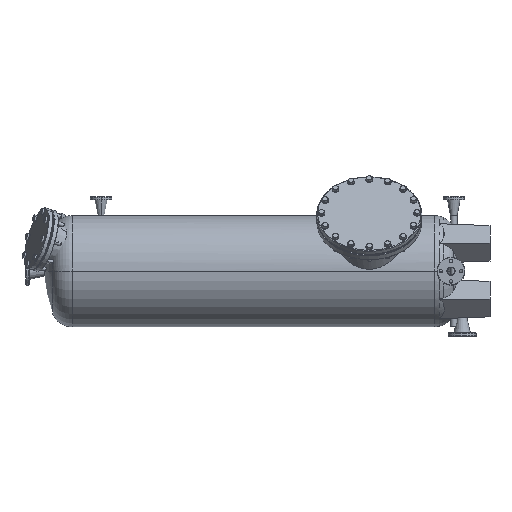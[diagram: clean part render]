
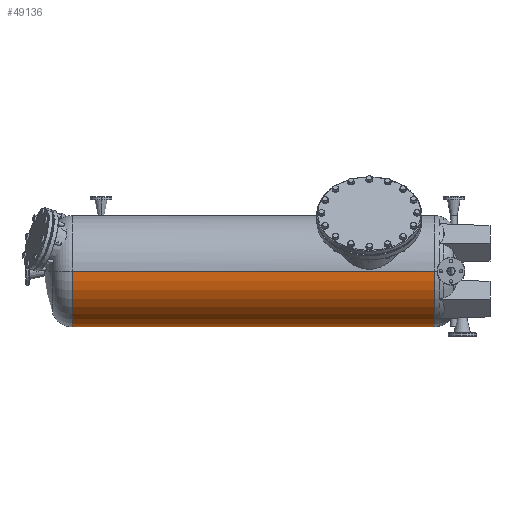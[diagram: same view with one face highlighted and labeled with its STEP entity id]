
A CAD part, left-side view. The second image highlights one B-rep face of the part: STEP entity #49136.
In plain terms, the highlighted cylindrical face has radius 300 mm (diameter 600 mm), a partial arc.
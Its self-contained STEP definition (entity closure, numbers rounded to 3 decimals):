
#767 = CARTESIAN_POINT ( 'NONE',  ( -396.222, 1181.954, 29.066 ) ) ;
#1671 = CARTESIAN_POINT ( 'NONE',  ( -96.222, 1031.954, 29.066 ) ) ;
#4308 = EDGE_CURVE ( 'NONE', #41800, #41756, #13944, .T. ) ;
#4827 = ORIENTED_EDGE ( 'NONE', *, *, #22351, .T. ) ;
#5291 = ORIENTED_EDGE ( 'NONE', *, *, #4308, .F. ) ;
#6091 = CARTESIAN_POINT ( 'NONE',  ( -396.222, 1031.954, 29.066 ) ) ;
#7664 = DIRECTION ( 'NONE',  ( -1., 0., 0. ) ) ;
#9145 = AXIS2_PLACEMENT_3D ( 'NONE', #1671, #9469, #16274 ) ;
#9469 = DIRECTION ( 'NONE',  ( 0., 1., 0. ) ) ;
#9809 = DIRECTION ( 'NONE',  ( 0., 1., 0. ) ) ;
#11413 = DIRECTION ( 'NONE',  ( 0., 1., 0. ) ) ;
#12383 = VERTEX_POINT ( 'NONE', #14864 ) ;
#13944 = CIRCLE ( 'NONE', #9145, 300. ) ;
#14864 = CARTESIAN_POINT ( 'NONE',  ( -396.222, -918.046, 29.066 ) ) ;
#16274 = DIRECTION ( 'NONE',  ( -1., 0., 0. ) ) ;
#16457 = ORIENTED_EDGE ( 'NONE', *, *, #26154, .F. ) ;
#17368 = CARTESIAN_POINT ( 'NONE',  ( -96.222, -918.046, 29.066 ) ) ;
#18965 = CARTESIAN_POINT ( 'NONE',  ( -96.222, 1181.954, 29.066 ) ) ;
#19804 = VECTOR ( 'NONE', #11413, 1000. ) ;
#19897 = LINE ( 'NONE', #767, #37146 ) ;
#20038 = CARTESIAN_POINT ( 'NONE',  ( 203.778, -918.046, 29.066 ) ) ;
#22351 = EDGE_CURVE ( 'NONE', #28716, #12383, #33774, .T. ) ;
#23016 = CARTESIAN_POINT ( 'NONE',  ( 203.778, 1181.954, 29.066 ) ) ;
#26154 = EDGE_CURVE ( 'NONE', #28716, #41800, #27809, .T. ) ;
#26408 = ORIENTED_EDGE ( 'NONE', *, *, #42664, .T. ) ;
#27809 = LINE ( 'NONE', #23016, #19804 ) ;
#28489 = CARTESIAN_POINT ( 'NONE',  ( 203.778, 1031.954, 29.066 ) ) ;
#28716 = VERTEX_POINT ( 'NONE', #20038 ) ;
#28933 = DIRECTION ( 'NONE',  ( -1., 0., 0. ) ) ;
#29949 = EDGE_LOOP ( 'NONE', ( #16457, #4827, #26408, #5291 ) ) ;
#30075 = DIRECTION ( 'NONE',  ( 0., 1., 0. ) ) ;
#33774 = CIRCLE ( 'NONE', #49093, 300. ) ;
#33944 = CYLINDRICAL_SURFACE ( 'NONE', #38390, 300. ) ;
#37146 = VECTOR ( 'NONE', #46923, 1000. ) ;
#38390 = AXIS2_PLACEMENT_3D ( 'NONE', #18965, #30075, #7664 ) ;
#41756 = VERTEX_POINT ( 'NONE', #6091 ) ;
#41800 = VERTEX_POINT ( 'NONE', #28489 ) ;
#42664 = EDGE_CURVE ( 'NONE', #12383, #41756, #19897, .T. ) ;
#46519 = FACE_OUTER_BOUND ( 'NONE', #29949, .T. ) ;
#46923 = DIRECTION ( 'NONE',  ( 0., 1., 0. ) ) ;
#49093 = AXIS2_PLACEMENT_3D ( 'NONE', #17368, #9809, #28933 ) ;
#49136 = ADVANCED_FACE ( 'NONE', ( #46519 ), #33944, .T. ) ;
